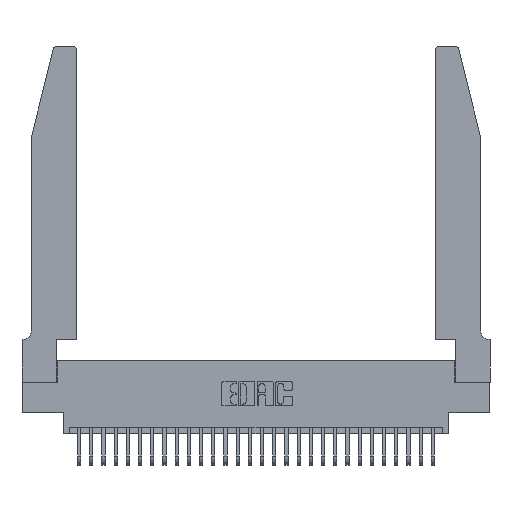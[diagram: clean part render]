
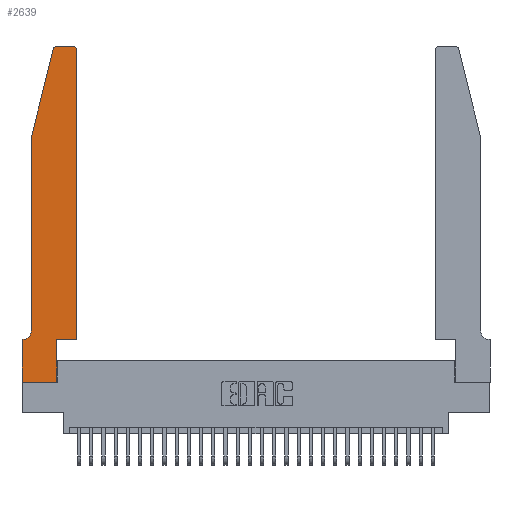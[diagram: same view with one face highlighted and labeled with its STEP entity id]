
A CAD part, top view. The second image highlights one B-rep face of the part: STEP entity #2639.
In plain terms, the highlighted planar face has unit normal (0, 0, 1).
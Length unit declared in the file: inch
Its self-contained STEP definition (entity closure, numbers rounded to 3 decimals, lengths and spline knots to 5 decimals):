
#1243 = CARTESIAN_POINT ( 'NONE',  ( 0.0755, 2., 0.37 ) ) ;
#1325 = EDGE_CURVE ( 'NONE', #5619, #11224, #18149, .T. ) ;
#1504 = VERTEX_POINT ( 'NONE', #10957 ) ;
#1542 = AXIS2_PLACEMENT_3D ( 'NONE', #12684, #8294, #24005 ) ;
#1830 = VECTOR ( 'NONE', #4796, 39.37008 ) ;
#1975 = DIRECTION ( 'NONE',  ( 0., 0., 1. ) ) ;
#2308 = ORIENTED_EDGE ( 'NONE', *, *, #22270, .T. ) ;
#2349 = CIRCLE ( 'NONE', #22072, 0.07 ) ;
#2522 = VECTOR ( 'NONE', #21527, 39.37008 ) ;
#2581 = VERTEX_POINT ( 'NONE', #1243 ) ;
#2639 = ADVANCED_FACE ( 'NONE', ( #15289 ), #21760, .T. ) ;
#3634 = VERTEX_POINT ( 'NONE', #23062 ) ;
#3780 = VECTOR ( 'NONE', #28968, 39.37008 ) ;
#3940 = LINE ( 'NONE', #24167, #2522 ) ;
#4521 = LINE ( 'NONE', #14697, #9811 ) ;
#4676 = CARTESIAN_POINT ( 'NONE',  ( 0.284, 2.72, 0.37 ) ) ;
#4691 = ORIENTED_EDGE ( 'NONE', *, *, #11631, .T. ) ;
#4796 = DIRECTION ( 'NONE',  ( 1., 0., 0. ) ) ;
#4997 = AXIS2_PLACEMENT_3D ( 'NONE', #4676, #20437, #6971 ) ;
#5619 = VERTEX_POINT ( 'NONE', #17648 ) ;
#6042 = ORIENTED_EDGE ( 'NONE', *, *, #25565, .T. ) ;
#6107 = CARTESIAN_POINT ( 'NONE',  ( 0.0755, 0.42, 0.37 ) ) ;
#6134 = VERTEX_POINT ( 'NONE', #12575 ) ;
#6189 = VERTEX_POINT ( 'NONE', #6107 ) ;
#6501 = EDGE_CURVE ( 'NONE', #1504, #15885, #8429, .T. ) ;
#6565 = VERTEX_POINT ( 'NONE', #20744 ) ;
#6719 = EDGE_CURVE ( 'NONE', #6134, #1504, #25269, .T. ) ;
#6971 = DIRECTION ( 'NONE',  ( 1., 0., 0. ) ) ;
#7544 = CARTESIAN_POINT ( 'NONE',  ( 0.2605, 2.75, 0.37 ) ) ;
#8294 = DIRECTION ( 'NONE',  ( 0., 0., 1. ) ) ;
#8429 = LINE ( 'NONE', #20556, #13654 ) ;
#8560 = LINE ( 'NONE', #9249, #1830 ) ;
#8764 = CARTESIAN_POINT ( 'NONE',  ( 0., 0., 0.37 ) ) ;
#8767 = EDGE_CURVE ( 'NONE', #6189, #5619, #2349, .T. ) ;
#9249 = CARTESIAN_POINT ( 'NONE',  ( 0.4505, 0.35, 0.37 ) ) ;
#9553 = CARTESIAN_POINT ( 'NONE',  ( 0.284, 2.75, 0.37 ) ) ;
#9733 = EDGE_CURVE ( 'NONE', #3634, #12589, #22735, .T. ) ;
#9793 = LINE ( 'NONE', #8764, #3780 ) ;
#9811 = VECTOR ( 'NONE', #28165, 39.37008 ) ;
#9860 = CARTESIAN_POINT ( 'NONE',  ( 0.0755, 2., 0.37 ) ) ;
#10097 = DIRECTION ( 'NONE',  ( 1., 0., 0. ) ) ;
#10750 = VECTOR ( 'NONE', #21880, 39.37008 ) ;
#10761 = VECTOR ( 'NONE', #16549, 39.37008 ) ;
#10957 = CARTESIAN_POINT ( 'NONE',  ( 0.2865, 0., 0.37 ) ) ;
#10969 = ORIENTED_EDGE ( 'NONE', *, *, #1325, .T. ) ;
#11106 = DIRECTION ( 'NONE',  ( 0., 0., -1. ) ) ;
#11224 = VERTEX_POINT ( 'NONE', #13543 ) ;
#11567 = DIRECTION ( 'NONE',  ( 0., 1., 0. ) ) ;
#11631 = EDGE_CURVE ( 'NONE', #25615, #27930, #3940, .T. ) ;
#11827 = ORIENTED_EDGE ( 'NONE', *, *, #14358, .T. ) ;
#12347 = EDGE_CURVE ( 'NONE', #27930, #3634, #25365, .T. ) ;
#12575 = CARTESIAN_POINT ( 'NONE',  ( 0., 0., 0.37 ) ) ;
#12589 = VERTEX_POINT ( 'NONE', #9553 ) ;
#12684 = CARTESIAN_POINT ( 'NONE',  ( 0., 0.35, 0.37 ) ) ;
#12851 = CARTESIAN_POINT ( 'NONE',  ( 0.4505, 2.72, 0.37 ) ) ;
#13246 = LINE ( 'NONE', #9860, #24531 ) ;
#13301 = CIRCLE ( 'NONE', #4997, 0.03 ) ;
#13543 = CARTESIAN_POINT ( 'NONE',  ( 0., 0.35, 0.37 ) ) ;
#13654 = VECTOR ( 'NONE', #11567, 39.37008 ) ;
#14358 = EDGE_CURVE ( 'NONE', #6565, #2581, #4521, .T. ) ;
#14697 = CARTESIAN_POINT ( 'NONE',  ( 0.0755, 2., 0.37 ) ) ;
#15289 = FACE_OUTER_BOUND ( 'NONE', #18654, .T. ) ;
#15477 = CARTESIAN_POINT ( 'NONE',  ( 0.4205, 2.72, 0.37 ) ) ;
#15728 = ORIENTED_EDGE ( 'NONE', *, *, #26304, .T. ) ;
#15734 = CARTESIAN_POINT ( 'NONE',  ( 0.4505, 0.35, 0.37 ) ) ;
#15885 = VERTEX_POINT ( 'NONE', #18191 ) ;
#16549 = DIRECTION ( 'NONE',  ( -1., 0., 0. ) ) ;
#17513 = ORIENTED_EDGE ( 'NONE', *, *, #6719, .T. ) ;
#17648 = CARTESIAN_POINT ( 'NONE',  ( 0.0055, 0.35, 0.37 ) ) ;
#17748 = DIRECTION ( 'NONE',  ( 1., 0., 0. ) ) ;
#18149 = LINE ( 'NONE', #24473, #10750 ) ;
#18191 = CARTESIAN_POINT ( 'NONE',  ( 0.2865, 0.35, 0.37 ) ) ;
#18422 = ORIENTED_EDGE ( 'NONE', *, *, #8767, .T. ) ;
#18654 = EDGE_LOOP ( 'NONE', ( #26040, #20540, #11827, #15728, #18422, #10969, #6042, #17513, #20221, #2308, #4691, #27709 ) ) ;
#18949 = CARTESIAN_POINT ( 'NONE',  ( 0., 0., 0.37 ) ) ;
#19314 = VECTOR ( 'NONE', #10097, 39.37008 ) ;
#20221 = ORIENTED_EDGE ( 'NONE', *, *, #6501, .T. ) ;
#20425 = AXIS2_PLACEMENT_3D ( 'NONE', #15477, #1975, #17748 ) ;
#20426 = DIRECTION ( 'NONE',  ( 0., -1., 0. ) ) ;
#20437 = DIRECTION ( 'NONE',  ( 0., 0., 1. ) ) ;
#20540 = ORIENTED_EDGE ( 'NONE', *, *, #24741, .T. ) ;
#20556 = CARTESIAN_POINT ( 'NONE',  ( 0.2865, 0.35, 0.37 ) ) ;
#20744 = CARTESIAN_POINT ( 'NONE',  ( 0.25487, 2.72718, 0.37 ) ) ;
#21527 = DIRECTION ( 'NONE',  ( 0., 1., 0. ) ) ;
#21760 = PLANE ( 'NONE',  #1542 ) ;
#21880 = DIRECTION ( 'NONE',  ( -1., 0., 0. ) ) ;
#22072 = AXIS2_PLACEMENT_3D ( 'NONE', #24585, #11106, #26819 ) ;
#22270 = EDGE_CURVE ( 'NONE', #15885, #25615, #8560, .T. ) ;
#22735 = LINE ( 'NONE', #7544, #10761 ) ;
#23062 = CARTESIAN_POINT ( 'NONE',  ( 0.4205, 2.75, 0.37 ) ) ;
#24005 = DIRECTION ( 'NONE',  ( 1., 0., 0. ) ) ;
#24167 = CARTESIAN_POINT ( 'NONE',  ( 0.4505, 0.35, 0.37 ) ) ;
#24473 = CARTESIAN_POINT ( 'NONE',  ( 0.0755, 0.35, 0.37 ) ) ;
#24531 = VECTOR ( 'NONE', #20426, 39.37008 ) ;
#24585 = CARTESIAN_POINT ( 'NONE',  ( 0.0055, 0.42, 0.37 ) ) ;
#24741 = EDGE_CURVE ( 'NONE', #12589, #6565, #13301, .T. ) ;
#25269 = LINE ( 'NONE', #18949, #19314 ) ;
#25365 = CIRCLE ( 'NONE', #20425, 0.03 ) ;
#25565 = EDGE_CURVE ( 'NONE', #11224, #6134, #9793, .T. ) ;
#25615 = VERTEX_POINT ( 'NONE', #15734 ) ;
#26040 = ORIENTED_EDGE ( 'NONE', *, *, #9733, .T. ) ;
#26304 = EDGE_CURVE ( 'NONE', #2581, #6189, #13246, .T. ) ;
#26819 = DIRECTION ( 'NONE',  ( -1., 0., 0. ) ) ;
#27709 = ORIENTED_EDGE ( 'NONE', *, *, #12347, .T. ) ;
#27930 = VERTEX_POINT ( 'NONE', #12851 ) ;
#28165 = DIRECTION ( 'NONE',  ( -0.239, -0.971, 0. ) ) ;
#28968 = DIRECTION ( 'NONE',  ( 0., -1., 0. ) ) ;
